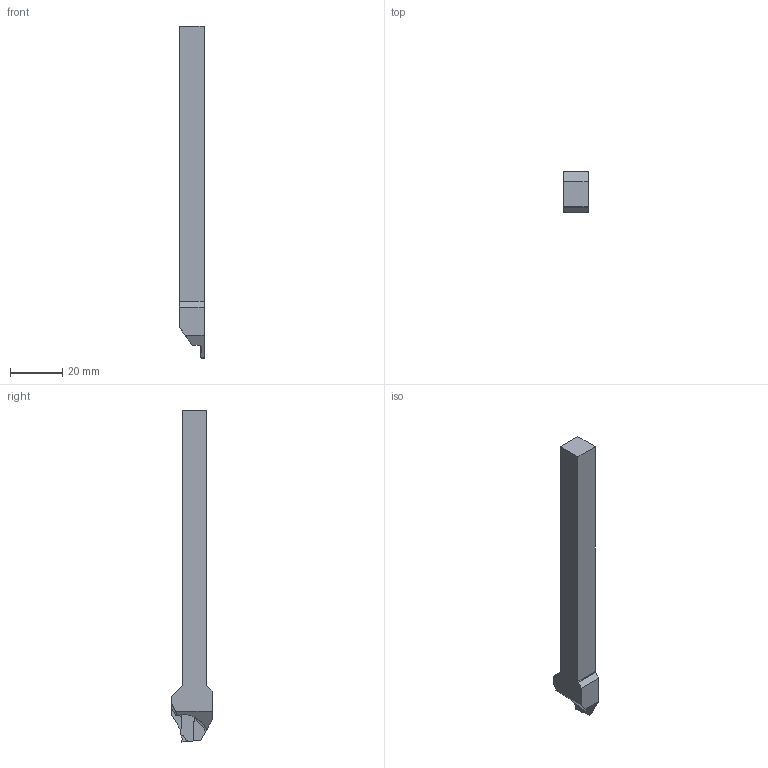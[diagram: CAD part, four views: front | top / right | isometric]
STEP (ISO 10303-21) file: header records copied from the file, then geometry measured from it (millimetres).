
FILE_DESCRIPTION(/* description */ (''),/* implementation_level */ '2;1');
FILE_NAME(/* name */ '1554960838837.stp',/* time_stamp */ '2019-04-11T11:04:24+06:00',/* author */ (''),/* organization */ ('SMS'),/* preprocessor_version */ 'ST-DEVELOPER v15',/* originating_system */ 'SIEMENS PLM Software NX 8.5',/* authorisation */ '');
FILE_SCHEMA (('AUTOMOTIVE_DESIGN { 1 0 10303 214 3 1 1 1 }'));
Length unit declared in the file: millimetre
Products named in the file (4): ASSEMBLY_CONSTRUCTION; 201539459mod000_00; 202147363mod000_00; 202147361mod000_00
Assembly tree (3 placements, depth 2):
  202147361mod000_00
    202147363mod000_00
    201539459mod000_00
    ASSEMBLY_CONSTRUCTION
Bounding box: 9.62 x 15.43 x 127 mm (x, y, z)
Volume: 11071.8 mm3; surface area: 5092.6 mm2
Topology: 2 solids, 2 shells, 93 faces, 261 edges, 179 vertices
Faces by surface type: plane 56, extrusion 24, cylinder 12, torus 1
Entity records: 3776 total; most frequent: CARTESIAN_POINT 1323, ORIENTED_EDGE 520, DIRECTION 395, EDGE_CURVE 260, VECTOR 207, LINE 183, VERTEX_POINT 171, AXIS2_PLACEMENT_3D 94
